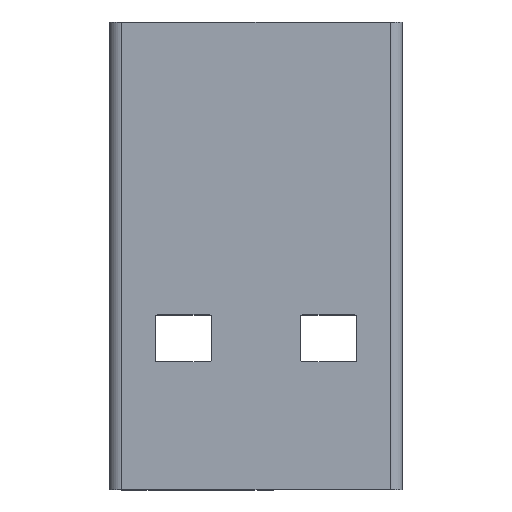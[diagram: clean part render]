
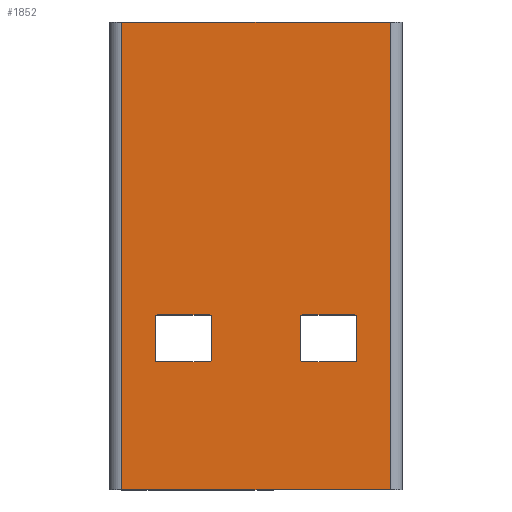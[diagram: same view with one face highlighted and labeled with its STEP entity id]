
A CAD part, top view. The second image highlights one B-rep face of the part: STEP entity #1852.
In plain terms, the highlighted planar face has unit normal (0, 0, 1).
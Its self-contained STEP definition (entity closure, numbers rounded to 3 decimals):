
#22=FACE_BOUND('',#278,.T.);
#23=FACE_BOUND('',#279,.T.);
#74=PLANE('',#2041);
#172=FACE_OUTER_BOUND('',#277,.T.);
#277=EDGE_LOOP('',(#1597,#1598,#1599,#1600));
#278=EDGE_LOOP('',(#1601,#1602,#1603,#1604,#1605,#1606,#1607,#1608));
#279=EDGE_LOOP('',(#1609,#1610,#1611,#1612,#1613,#1614,#1615,#1616));
#303=LINE('',#2640,#491);
#307=LINE('',#2652,#495);
#311=LINE('',#2664,#499);
#316=LINE('',#2676,#504);
#319=LINE('',#2688,#507);
#325=LINE('',#2703,#513);
#329=LINE('',#2715,#517);
#332=LINE('',#2724,#520);
#456=LINE('',#3082,#644);
#464=LINE('',#3103,#652);
#465=LINE('',#3105,#653);
#466=LINE('',#3106,#654);
#491=VECTOR('',#2083,10.);
#495=VECTOR('',#2095,10.);
#499=VECTOR('',#2107,10.);
#504=VECTOR('',#2120,10.);
#507=VECTOR('',#2131,10.);
#513=VECTOR('',#2145,10.);
#517=VECTOR('',#2157,10.);
#520=VECTOR('',#2168,10.);
#644=VECTOR('',#2520,10.);
#652=VECTOR('',#2548,10.);
#653=VECTOR('',#2549,10.);
#654=VECTOR('',#2550,10.);
#677=CIRCLE('',#1887,0.1);
#679=CIRCLE('',#1891,0.1);
#681=CIRCLE('',#1895,0.1);
#683=CIRCLE('',#1899,0.1);
#685=CIRCLE('',#1903,0.1);
#687=CIRCLE('',#1907,0.1);
#689=CIRCLE('',#1911,0.1);
#691=CIRCLE('',#1915,0.1);
#757=VERTEX_POINT('',#2630);
#758=VERTEX_POINT('',#2631);
#761=VERTEX_POINT('',#2639);
#763=VERTEX_POINT('',#2645);
#765=VERTEX_POINT('',#2651);
#767=VERTEX_POINT('',#2657);
#769=VERTEX_POINT('',#2663);
#771=VERTEX_POINT('',#2669);
#773=VERTEX_POINT('',#2678);
#774=VERTEX_POINT('',#2679);
#777=VERTEX_POINT('',#2687);
#779=VERTEX_POINT('',#2693);
#780=VERTEX_POINT('',#2694);
#783=VERTEX_POINT('',#2705);
#784=VERTEX_POINT('',#2706);
#787=VERTEX_POINT('',#2717);
#907=VERTEX_POINT('',#3079);
#908=VERTEX_POINT('',#3081);
#911=VERTEX_POINT('',#3102);
#912=VERTEX_POINT('',#3104);
#925=EDGE_CURVE('',#757,#758,#677,.T.);
#929=EDGE_CURVE('',#761,#758,#303,.T.);
#932=EDGE_CURVE('',#761,#763,#679,.T.);
#935=EDGE_CURVE('',#765,#763,#307,.T.);
#938=EDGE_CURVE('',#765,#767,#681,.T.);
#941=EDGE_CURVE('',#769,#767,#311,.T.);
#944=EDGE_CURVE('',#769,#771,#683,.T.);
#948=EDGE_CURVE('',#757,#771,#316,.T.);
#949=EDGE_CURVE('',#773,#774,#685,.T.);
#953=EDGE_CURVE('',#777,#774,#319,.T.);
#956=EDGE_CURVE('',#779,#780,#687,.T.);
#961=EDGE_CURVE('',#773,#780,#325,.T.);
#962=EDGE_CURVE('',#783,#784,#689,.T.);
#967=EDGE_CURVE('',#779,#784,#329,.T.);
#968=EDGE_CURVE('',#777,#787,#691,.T.);
#972=EDGE_CURVE('',#783,#787,#332,.T.);
#1149=EDGE_CURVE('',#908,#907,#456,.T.);
#1160=EDGE_CURVE('',#911,#907,#464,.T.);
#1161=EDGE_CURVE('',#911,#912,#465,.T.);
#1162=EDGE_CURVE('',#912,#908,#466,.T.);
#1597=ORIENTED_EDGE('',*,*,#1149,.T.);
#1598=ORIENTED_EDGE('',*,*,#1160,.F.);
#1599=ORIENTED_EDGE('',*,*,#1161,.T.);
#1600=ORIENTED_EDGE('',*,*,#1162,.T.);
#1601=ORIENTED_EDGE('',*,*,#972,.T.);
#1602=ORIENTED_EDGE('',*,*,#968,.F.);
#1603=ORIENTED_EDGE('',*,*,#953,.T.);
#1604=ORIENTED_EDGE('',*,*,#949,.F.);
#1605=ORIENTED_EDGE('',*,*,#961,.T.);
#1606=ORIENTED_EDGE('',*,*,#956,.F.);
#1607=ORIENTED_EDGE('',*,*,#967,.T.);
#1608=ORIENTED_EDGE('',*,*,#962,.F.);
#1609=ORIENTED_EDGE('',*,*,#929,.T.);
#1610=ORIENTED_EDGE('',*,*,#925,.F.);
#1611=ORIENTED_EDGE('',*,*,#948,.T.);
#1612=ORIENTED_EDGE('',*,*,#944,.F.);
#1613=ORIENTED_EDGE('',*,*,#941,.T.);
#1614=ORIENTED_EDGE('',*,*,#938,.F.);
#1615=ORIENTED_EDGE('',*,*,#935,.T.);
#1616=ORIENTED_EDGE('',*,*,#932,.F.);
#1852=ADVANCED_FACE('',(#172,#22,#23),#74,.T.);
#1887=AXIS2_PLACEMENT_3D('',#2632,#2075,#2076);
#1891=AXIS2_PLACEMENT_3D('',#2646,#2088,#2089);
#1895=AXIS2_PLACEMENT_3D('',#2658,#2100,#2101);
#1899=AXIS2_PLACEMENT_3D('',#2670,#2112,#2113);
#1903=AXIS2_PLACEMENT_3D('',#2680,#2123,#2124);
#1907=AXIS2_PLACEMENT_3D('',#2695,#2136,#2137);
#1911=AXIS2_PLACEMENT_3D('',#2707,#2148,#2149);
#1915=AXIS2_PLACEMENT_3D('',#2718,#2160,#2161);
#2041=AXIS2_PLACEMENT_3D('',#3101,#2546,#2547);
#2075=DIRECTION('center_axis',(0.,0.,1.));
#2076=DIRECTION('ref_axis',(-0.707,0.707,0.));
#2083=DIRECTION('',(0.,1.,0.));
#2088=DIRECTION('center_axis',(0.,0.,1.));
#2089=DIRECTION('ref_axis',(-0.707,-0.707,0.));
#2095=DIRECTION('',(-1.,0.,0.));
#2100=DIRECTION('center_axis',(0.,0.,1.));
#2101=DIRECTION('ref_axis',(0.707,-0.707,0.));
#2107=DIRECTION('',(0.,-1.,0.));
#2112=DIRECTION('center_axis',(0.,0.,1.));
#2113=DIRECTION('ref_axis',(0.707,0.707,0.));
#2120=DIRECTION('',(1.,0.,0.));
#2123=DIRECTION('center_axis',(0.,0.,1.));
#2124=DIRECTION('ref_axis',(-0.707,0.707,0.));
#2131=DIRECTION('',(0.,1.,0.));
#2136=DIRECTION('center_axis',(0.,0.,1.));
#2137=DIRECTION('ref_axis',(0.707,0.707,0.));
#2145=DIRECTION('',(1.,0.,0.));
#2148=DIRECTION('center_axis',(0.,0.,1.));
#2149=DIRECTION('ref_axis',(0.707,-0.707,0.));
#2157=DIRECTION('',(0.,-1.,0.));
#2160=DIRECTION('center_axis',(0.,0.,1.));
#2161=DIRECTION('ref_axis',(-0.707,-0.707,0.));
#2168=DIRECTION('',(-1.,0.,0.));
#2520=DIRECTION('',(0.,1.,0.));
#2546=DIRECTION('center_axis',(0.,0.,1.));
#2547=DIRECTION('ref_axis',(-1.,0.,0.));
#2548=DIRECTION('',(1.,0.,0.));
#2549=DIRECTION('',(0.,-1.,0.));
#2550=DIRECTION('',(1.,0.,0.));
#2630=CARTESIAN_POINT('',(1.7,2.6,4.15));
#2631=CARTESIAN_POINT('',(1.6,2.5,4.15));
#2632=CARTESIAN_POINT('Origin',(1.7,2.5,4.15));
#2639=CARTESIAN_POINT('',(1.6,0.8,4.15));
#2640=CARTESIAN_POINT('',(1.6,7.6,4.15));
#2645=CARTESIAN_POINT('',(1.7,0.7,4.15));
#2646=CARTESIAN_POINT('Origin',(1.7,0.8,4.15));
#2651=CARTESIAN_POINT('',(3.8,0.7,4.15));
#2652=CARTESIAN_POINT('',(7.65,0.7,4.15));
#2657=CARTESIAN_POINT('',(3.9,0.8,4.15));
#2658=CARTESIAN_POINT('Origin',(3.8,0.8,4.15));
#2663=CARTESIAN_POINT('',(3.9,2.5,4.15));
#2664=CARTESIAN_POINT('',(3.9,8.55,4.15));
#2669=CARTESIAN_POINT('',(3.8,2.6,4.15));
#2670=CARTESIAN_POINT('Origin',(3.8,2.5,4.15));
#2676=CARTESIAN_POINT('',(6.5,2.6,4.15));
#2678=CARTESIAN_POINT('',(7.6,2.6,4.15));
#2679=CARTESIAN_POINT('',(7.5,2.5,4.15));
#2680=CARTESIAN_POINT('Origin',(7.6,2.5,4.15));
#2687=CARTESIAN_POINT('',(7.5,0.8,4.15));
#2688=CARTESIAN_POINT('',(7.5,7.6,4.15));
#2693=CARTESIAN_POINT('',(9.8,2.5,4.15));
#2694=CARTESIAN_POINT('',(9.7,2.6,4.15));
#2695=CARTESIAN_POINT('Origin',(9.7,2.5,4.15));
#2703=CARTESIAN_POINT('',(9.45,2.6,4.15));
#2705=CARTESIAN_POINT('',(9.7,0.7,4.15));
#2706=CARTESIAN_POINT('',(9.8,0.8,4.15));
#2707=CARTESIAN_POINT('Origin',(9.7,0.8,4.15));
#2715=CARTESIAN_POINT('',(9.8,8.55,4.15));
#2717=CARTESIAN_POINT('',(7.6,0.7,4.15));
#2718=CARTESIAN_POINT('Origin',(7.6,0.8,4.15));
#2724=CARTESIAN_POINT('',(10.6,0.7,4.15));
#3079=CARTESIAN_POINT('',(11.15,14.5,4.15));
#3081=CARTESIAN_POINT('',(11.15,-4.5,4.15));
#3082=CARTESIAN_POINT('',(11.15,14.5,4.15));
#3101=CARTESIAN_POINT('Origin',(11.4,14.5,4.15));
#3102=CARTESIAN_POINT('',(0.25,14.5,4.15));
#3103=CARTESIAN_POINT('',(11.4,14.5,4.15));
#3104=CARTESIAN_POINT('',(0.25,-4.5,4.15));
#3105=CARTESIAN_POINT('',(0.25,5.,4.15));
#3106=CARTESIAN_POINT('',(11.4,-4.5,4.15));
